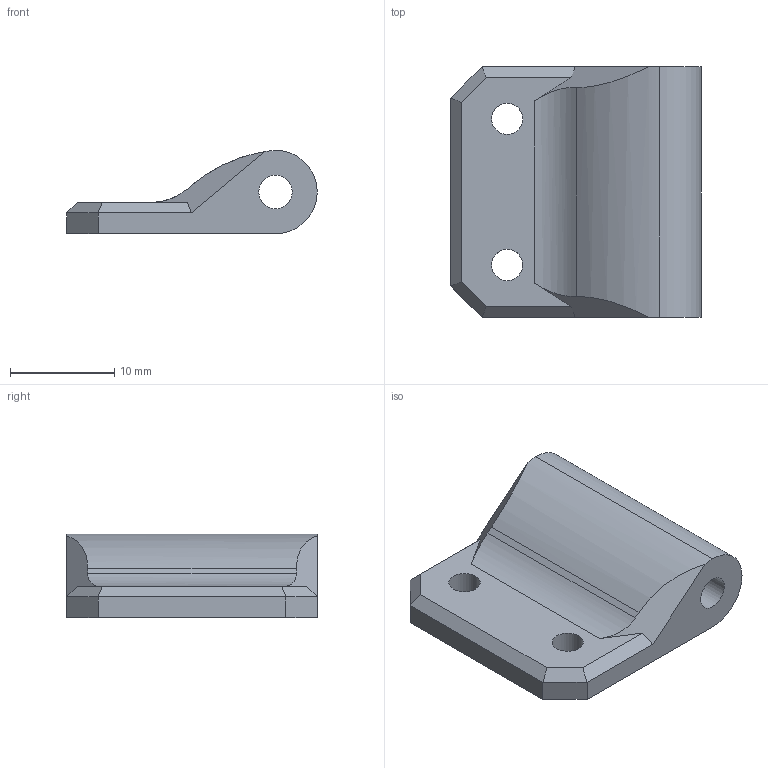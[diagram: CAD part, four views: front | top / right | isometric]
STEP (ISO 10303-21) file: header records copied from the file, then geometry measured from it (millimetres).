
FILE_DESCRIPTION(/* description */ (''),/* implementation_level */ '2;1');
FILE_NAME(/* name */ 'door_mount.stp',/* time_stamp */ '2017-05-10T11:18:22+02:00',/* author */ (''),/* organization */ (''),/* preprocessor_version */ 'ST-DEVELOPER v16.13',/* originating_system */ 'Autodesk Translation Framework v6.1.1.50',/* authorisation */ '');
FILE_SCHEMA (('AUTOMOTIVE_DESIGN { 1 0 10303 214 3 1 1 }'));
Length unit declared in the file: millimetre
Products named in the file (1): door_mount
Bounding box: 24 x 24 x 8 mm (x, y, z)
Volume: 2516.4 mm3; surface area: 1782.9 mm2
Topology: 1 solids, 1 shells, 21 faces, 56 edges, 37 vertices
Faces by surface type: plane 15, cylinder 6
Full cylindrical faces by diameter (mm): 3 x2, 3.2 x1
Entity records: 648 total; most frequent: DIRECTION 108, CARTESIAN_POINT 106, ORIENTED_EDGE 100, EDGE_CURVE 50, LINE 36, VECTOR 36, AXIS2_PLACEMENT_3D 36, VERTEX_POINT 34
